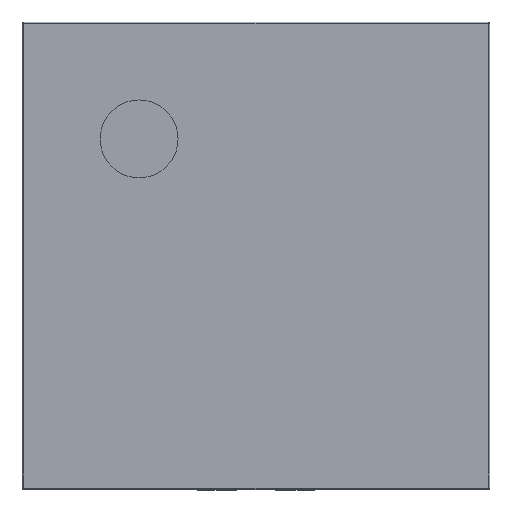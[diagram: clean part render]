
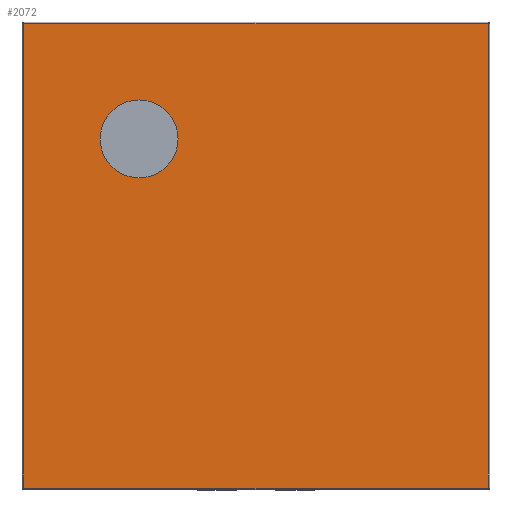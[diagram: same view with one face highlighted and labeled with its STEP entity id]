
A CAD part, top view. The second image highlights one B-rep face of the part: STEP entity #2072.
In plain terms, the highlighted planar face has unit normal (0, 0, 1).
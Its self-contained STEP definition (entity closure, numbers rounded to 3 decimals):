
#14=FACE_BOUND('',#780,.T.);
#17=PLANE('',#2211);
#105=LINE('',#2920,#373);
#111=LINE('',#2949,#379);
#113=LINE('',#2952,#381);
#115=LINE('',#2955,#383);
#373=VECTOR('',#2360,10.);
#379=VECTOR('',#2392,10.);
#381=VECTOR('',#2396,10.);
#383=VECTOR('',#2400,10.);
#670=FACE_OUTER_BOUND('',#779,.T.);
#779=EDGE_LOOP('',(#1499,#1500,#1501,#1502));
#780=EDGE_LOOP('',(#1503));
#891=CIRCLE('',#2212,0.25);
#914=VERTEX_POINT('',#2895);
#919=VERTEX_POINT('',#2908);
#924=VERTEX_POINT('',#2924);
#929=VERTEX_POINT('',#2937);
#961=VERTEX_POINT('',#3018);
#1125=EDGE_CURVE('',#914,#919,#105,.T.);
#1139=EDGE_CURVE('',#919,#929,#111,.T.);
#1141=EDGE_CURVE('',#929,#924,#113,.T.);
#1143=EDGE_CURVE('',#924,#914,#115,.T.);
#1175=EDGE_CURVE('',#961,#961,#891,.T.);
#1499=ORIENTED_EDGE('',*,*,#1125,.F.);
#1500=ORIENTED_EDGE('',*,*,#1143,.F.);
#1501=ORIENTED_EDGE('',*,*,#1141,.F.);
#1502=ORIENTED_EDGE('',*,*,#1139,.F.);
#1503=ORIENTED_EDGE('',*,*,#1175,.T.);
#2072=ADVANCED_FACE('',(#670,#14),#17,.T.);
#2211=AXIS2_PLACEMENT_3D('',#3017,#2436,#2437);
#2212=AXIS2_PLACEMENT_3D('',#3019,#2438,#2439);
#2360=DIRECTION('',(0.,1.,0.));
#2392=DIRECTION('',(1.,0.,0.));
#2396=DIRECTION('',(0.,-1.,0.));
#2400=DIRECTION('',(-1.,0.,0.));
#2436=DIRECTION('center_axis',(0.,0.,1.));
#2437=DIRECTION('ref_axis',(0.,1.,0.));
#2438=DIRECTION('center_axis',(0.,0.,-1.));
#2439=DIRECTION('ref_axis',(0.,-1.,0.));
#2895=CARTESIAN_POINT('',(-1.49,-1.49,1.));
#2908=CARTESIAN_POINT('',(-1.49,1.49,1.));
#2920=CARTESIAN_POINT('',(-1.49,0.75,1.));
#2924=CARTESIAN_POINT('',(1.49,-1.49,1.));
#2937=CARTESIAN_POINT('',(1.49,1.49,1.));
#2949=CARTESIAN_POINT('',(0.75,1.49,1.));
#2952=CARTESIAN_POINT('',(1.49,-0.75,1.));
#2955=CARTESIAN_POINT('',(-0.75,-1.49,1.));
#3017=CARTESIAN_POINT('Origin',(0.,0.,
1.));
#3018=CARTESIAN_POINT('',(-0.75,1.,1.));
#3019=CARTESIAN_POINT('Origin',(-0.75,0.75,1.));
